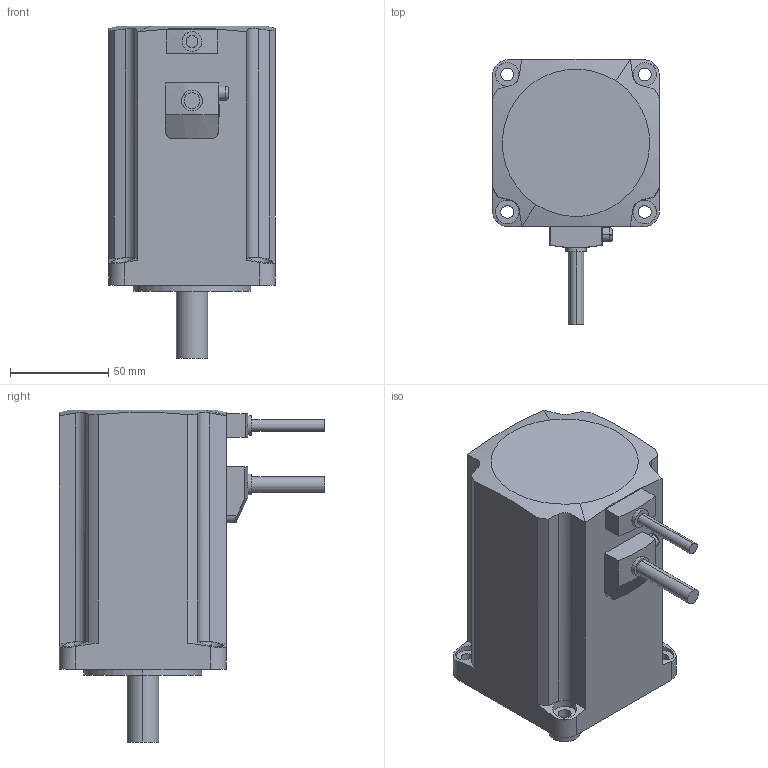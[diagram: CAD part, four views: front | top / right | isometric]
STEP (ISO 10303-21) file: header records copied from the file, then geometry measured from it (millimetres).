
FILE_DESCRIPTION (( 'STEP AP203' ), '1' );
FILE_NAME ('AZXM960AC.STEP', '2022-12-29T00:47:24', ( '' ), ( '' ), 'SwSTEP 2.0', 'SolidWorks 2020', '' );
FILE_SCHEMA (( 'CONFIG_CONTROL_DESIGN' ));
Length unit declared in the file: millimetre
Products named in the file (1): AZXM960AC
Bounding box: 85 x 135 x 169 mm (x, y, z)
Volume: 883188.1 mm3; surface area: 61873.6 mm2
Topology: 1 solids, 1 shells, 135 faces, 351 edges, 232 vertices
Faces by surface type: plane 70, cylinder 54, sphere 8, torus 2, bspline 1
Entity records: 4856 total; most frequent: CARTESIAN_POINT 1369, DIRECTION 732, ORIENTED_EDGE 702, EDGE_CURVE 351, AXIS2_PLACEMENT_3D 277, VERTEX_POINT 232, LINE 178, VECTOR 178
